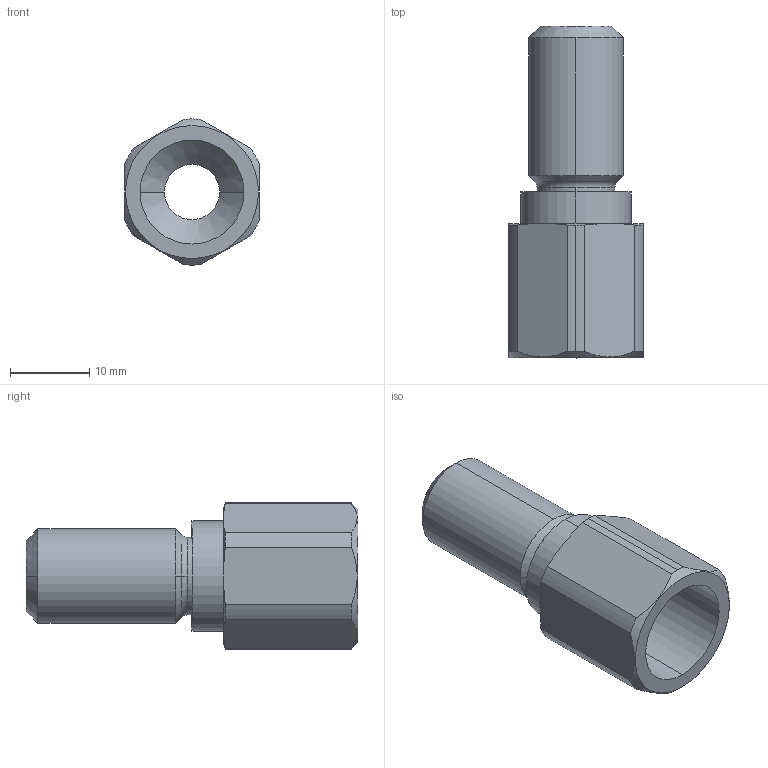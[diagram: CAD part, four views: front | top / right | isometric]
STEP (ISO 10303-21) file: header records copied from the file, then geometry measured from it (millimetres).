
FILE_DESCRIPTION (( 'STEP AP203' ), '1' );
FILE_NAME ('3_842_535_719_Bosch.step', '2024-06-10T06:50:52', ( '' ), ( '' ), 'SwSTEP 2.0', 'SolidWorks 2014', '' );
FILE_SCHEMA (( 'CONFIG_CONTROL_DESIGN' ));
Length unit declared in the file: millimetre
Products named in the file (1): 3_842_535_719_Bosch
Bounding box: 17 x 42 x 18.49 mm (x, y, z)
Volume: 4058 mm3; surface area: 3567.4 mm2
Topology: 1 solids, 1 shells, 47 faces, 122 edges, 79 vertices
Faces by surface type: cylinder 19, cone 14, plane 10, torus 4
Entity records: 1642 total; most frequent: CARTESIAN_POINT 384, DIRECTION 265, ORIENTED_EDGE 244, EDGE_CURVE 122, AXIS2_PLACEMENT_3D 116, VERTEX_POINT 79, CIRCLE 68, EDGE_LOOP 51
